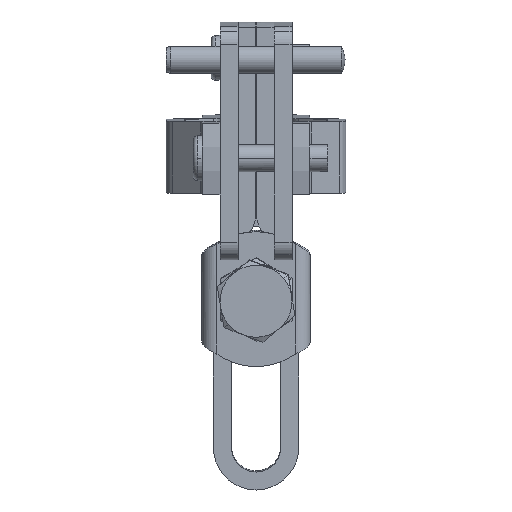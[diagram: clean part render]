
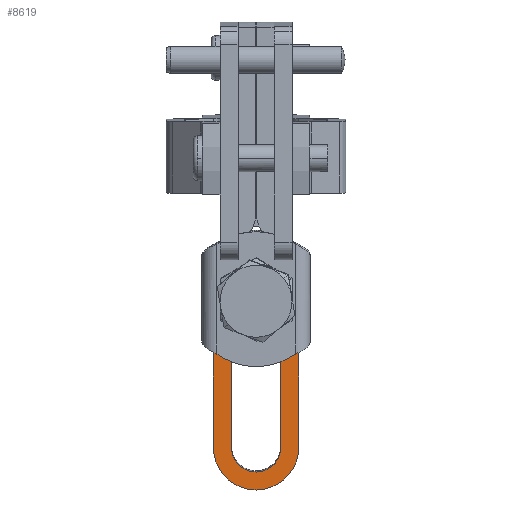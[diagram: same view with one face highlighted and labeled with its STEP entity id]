
A CAD part, front view. The second image highlights one B-rep face of the part: STEP entity #8619.
In plain terms, the highlighted planar face has unit normal (0, -1, -0.016).
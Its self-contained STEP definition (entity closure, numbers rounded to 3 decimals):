
#975=CARTESIAN_POINT('',(-135.097,31.474,-32.214));
#976=VERTEX_POINT('',#975);
#992=CARTESIAN_POINT('',(-137.847,31.43,-29.464));
#993=VERTEX_POINT('',#992);
#1000=CARTESIAN_POINT('',(-135.097,31.43,-29.464));
#1001=DIRECTION('',(0.,-1.,-0.016));
#1002=DIRECTION('',(0.,-0.016,1.));
#1003=AXIS2_PLACEMENT_3D('',#1000,#1001,#1002);
#1004=CIRCLE('',#1003,2.75);
#1005=EDGE_CURVE('',#993,#976,#1004,.T.);
#1015=CARTESIAN_POINT('',(-135.097,31.506,-34.213));
#1016=VERTEX_POINT('',#1015);
#1025=CARTESIAN_POINT('',(-139.847,31.43,-29.464));
#1026=VERTEX_POINT('',#1025);
#1027=CARTESIAN_POINT('',(-135.097,31.43,-29.464));
#1028=DIRECTION('',(0.,-1.,-0.016));
#1029=DIRECTION('',(0.,0.016,-1.));
#1030=AXIS2_PLACEMENT_3D('',#1027,#1028,#1029);
#1031=CIRCLE('',#1030,4.75);
#1032=EDGE_CURVE('',#1026,#1016,#1031,.T.);
#1808=CARTESIAN_POINT('',(-132.347,31.278,-19.943));
#1809=VERTEX_POINT('',#1808);
#1817=CARTESIAN_POINT('',(-130.747,31.265,-19.075));
#1818=VERTEX_POINT('',#1817);
#1819=CARTESIAN_POINT('',(-135.097,31.167,-12.966));
#1820=DIRECTION('',(0.,1.,0.016));
#1821=DIRECTION('',(0.,-0.016,1.));
#1822=AXIS2_PLACEMENT_3D('',#1819,#1820,#1821);
#1823=CIRCLE('',#1822,7.5);
#1824=EDGE_CURVE('',#1818,#1809,#1823,.T.);
#7243=CARTESIAN_POINT('',(-137.847,31.278,-19.943));
#7244=VERTEX_POINT('',#7243);
#7525=CARTESIAN_POINT('',(-130.347,31.256,-18.516));
#7526=VERTEX_POINT('',#7525);
#7571=CARTESIAN_POINT('',(-130.347,31.256,-18.516));
#7572=CARTESIAN_POINT('',(-130.395,31.257,-18.572));
#7573=CARTESIAN_POINT('',(-130.441,31.258,-18.629));
#7574=CARTESIAN_POINT('',(-130.578,31.261,-18.816));
#7575=CARTESIAN_POINT('',(-130.653,31.262,-18.938));
#7576=CARTESIAN_POINT('',(-130.747,31.265,-19.075));
#7577=B_SPLINE_CURVE_WITH_KNOTS('',3,(#7571,#7572,#7573,#7574,#7575,#7576),.UNSPECIFIED.,.F.,.U.,(4,2,4),(0.065,0.087,0.133),.UNSPECIFIED.);
#7578=EDGE_CURVE('',#7526,#1818,#7577,.T.);
#8341=CARTESIAN_POINT('',(-139.447,31.265,-19.075));
#8342=VERTEX_POINT('',#8341);
#8343=CARTESIAN_POINT('',(-139.847,31.256,-18.516));
#8344=VERTEX_POINT('',#8343);
#8345=CARTESIAN_POINT('',(-139.447,31.265,-19.075));
#8346=CARTESIAN_POINT('',(-139.546,31.262,-18.93));
#8347=CARTESIAN_POINT('',(-139.626,31.26,-18.801));
#8348=CARTESIAN_POINT('',(-139.764,31.257,-18.616));
#8349=CARTESIAN_POINT('',(-139.804,31.256,-18.565));
#8350=CARTESIAN_POINT('',(-139.847,31.256,-18.516));
#8351=B_SPLINE_CURVE_WITH_KNOTS('',3,(#8345,#8346,#8347,#8348,#8349,#8350),.UNSPECIFIED.,.F.,.U.,(4,2,4),(0.0,0.053,0.074),.UNSPECIFIED.);
#8352=EDGE_CURVE('',#8342,#8344,#8351,.T.);
#8402=CARTESIAN_POINT('',(-135.097,31.167,-12.966));
#8403=DIRECTION('',(0.,1.,0.016));
#8404=DIRECTION('',(0.,-0.016,1.));
#8405=AXIS2_PLACEMENT_3D('',#8402,#8403,#8404);
#8406=CIRCLE('',#8405,7.5);
#8407=EDGE_CURVE('',#7244,#8342,#8406,.T.);
#8447=CARTESIAN_POINT('',(-130.347,31.43,-29.464));
#8448=VERTEX_POINT('',#8447);
#8449=CARTESIAN_POINT('',(-130.347,31.43,-29.464));
#8450=DIRECTION('',(0.0,-0.016,1.));
#8451=VECTOR('',#8450,10.949);
#8452=LINE('',#8449,#8451);
#8453=EDGE_CURVE('',#8448,#7526,#8452,.T.);
#8571=CARTESIAN_POINT('',(-137.404,31.099,-8.667));
#8572=DIRECTION('',(0.,1.,0.016));
#8573=DIRECTION('',(0.,-0.016,1.));
#8574=AXIS2_PLACEMENT_3D('',#8571,#8572,#8573);
#8575=PLANE('',#8574);
#8576=ORIENTED_EDGE('',*,*,#7578,.T.);
#8577=ORIENTED_EDGE('',*,*,#1824,.T.);
#8578=CARTESIAN_POINT('',(-132.347,31.43,-29.464));
#8579=VERTEX_POINT('',#8578);
#8580=CARTESIAN_POINT('',(-132.347,31.278,-19.943));
#8581=DIRECTION('',(0.0,0.016,-1.));
#8582=VECTOR('',#8581,9.522);
#8583=LINE('',#8580,#8582);
#8584=EDGE_CURVE('',#1809,#8579,#8583,.T.);
#8585=ORIENTED_EDGE('',*,*,#8584,.T.);
#8586=CARTESIAN_POINT('',(-135.097,31.43,-29.464));
#8587=DIRECTION('',(0.,-1.,-0.016));
#8588=DIRECTION('',(0.,-0.016,1.));
#8589=AXIS2_PLACEMENT_3D('',#8586,#8587,#8588);
#8590=CIRCLE('',#8589,2.75);
#8591=EDGE_CURVE('',#976,#8579,#8590,.T.);
#8592=ORIENTED_EDGE('',*,*,#8591,.F.);
#8593=ORIENTED_EDGE('',*,*,#1005,.F.);
#8594=CARTESIAN_POINT('',(-137.847,31.278,-19.943));
#8595=DIRECTION('',(0.0,0.016,-1.));
#8596=VECTOR('',#8595,9.522);
#8597=LINE('',#8594,#8596);
#8598=EDGE_CURVE('',#7244,#993,#8597,.T.);
#8599=ORIENTED_EDGE('',*,*,#8598,.F.);
#8600=ORIENTED_EDGE('',*,*,#8407,.T.);
#8601=ORIENTED_EDGE('',*,*,#8352,.T.);
#8602=CARTESIAN_POINT('',(-139.847,31.43,-29.464));
#8603=DIRECTION('',(0.0,-0.016,1.));
#8604=VECTOR('',#8603,10.949);
#8605=LINE('',#8602,#8604);
#8606=EDGE_CURVE('',#1026,#8344,#8605,.T.);
#8607=ORIENTED_EDGE('',*,*,#8606,.F.);
#8608=ORIENTED_EDGE('',*,*,#1032,.T.);
#8609=CARTESIAN_POINT('',(-135.097,31.43,-29.464));
#8610=DIRECTION('',(0.,-1.,-0.016));
#8611=DIRECTION('',(0.,0.016,-1.));
#8612=AXIS2_PLACEMENT_3D('',#8609,#8610,#8611);
#8613=CIRCLE('',#8612,4.75);
#8614=EDGE_CURVE('',#1016,#8448,#8613,.T.);
#8615=ORIENTED_EDGE('',*,*,#8614,.T.);
#8616=ORIENTED_EDGE('',*,*,#8453,.T.);
#8617=EDGE_LOOP('',(#8576,#8577,#8585,#8592,#8593,#8599,#8600,#8601,#8607,#8608,#8615,#8616));
#8618=FACE_OUTER_BOUND('',#8617,.T.);
#8619=ADVANCED_FACE('',(#8618),#8575,.F.);
